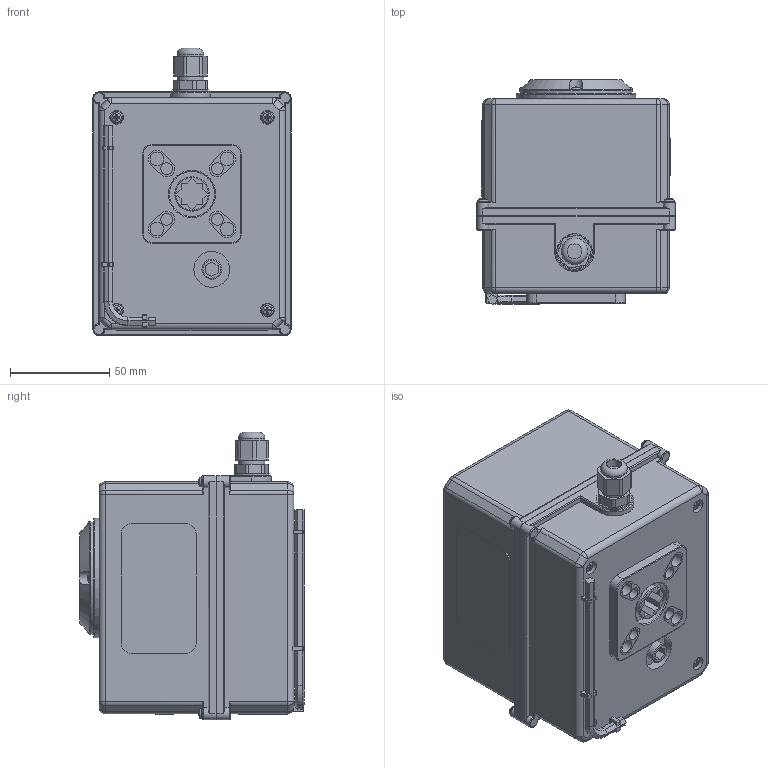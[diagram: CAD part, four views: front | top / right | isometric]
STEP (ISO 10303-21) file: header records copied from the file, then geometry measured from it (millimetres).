
FILE_DESCRIPTION(/* description */ (''),/* implementation_level */ '2;1');
FILE_NAME(/* name */ 'QT-003_MINI_3D_STEP.stp',/* time_stamp */ '2024-05-24T13:38:03+03:00',/* author */ ('igorr'),/* organization */ (''),/* preprocessor_version */ 'ST-DEVELOPER v19.2',/* originating_system */ 'Autodesk Inventor 2023',/* authorisation */ '');
FILE_SCHEMA (('AUTOMOTIVE_DESIGN { 1 0 10303 214 3 1 1 }'));
Length unit declared in the file: millimetre
Products named in the file (4): Сборка; Деталь; AS 1427 - M2,5 x 4; AS 1427 - M3 x 5
Assembly tree (13 placements, depth 2):
  Сборка
    Деталь
    AS 1427 - M2,5 x 4  x8
    AS 1427 - M3 x 5  x4
Bounding box: 100 x 113.37 x 145 mm (x, y, z)
Volume: 1111792.6 mm3; surface area: 80104.6 mm2
Topology: 13 solids, 14 shells, 1402 faces, 3681 edges, 2409 vertices
Faces by surface type: plane 698, bspline 274, cylinder 162, cone 154, torus 86, sphere 28
Full cylindrical faces by diameter (mm): 2.224 x8, 2.5 x8, 2.693 x4, 3 x4, 6 x4, 7 x8, 7.543 x1, 10 x1, 13.384 x2, 17.393 x1, 17.871 x1, 18.112 x1, 22.774 x1, 36.949 x2, 56.732 x1, 60.476 x1
Entity records: 37238 total; most frequent: CARTESIAN_POINT 10609, ORIENTED_EDGE 5778, DIRECTION 4273, EDGE_CURVE 2889, VERTEX_POINT 1889, LINE 1819, VECTOR 1819, AXIS2_PLACEMENT_3D 1227
